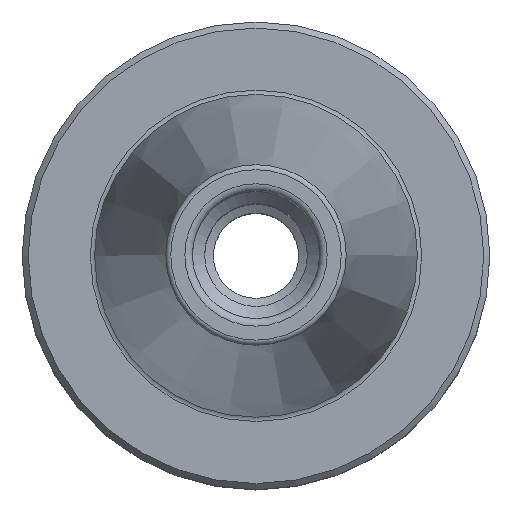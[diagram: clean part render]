
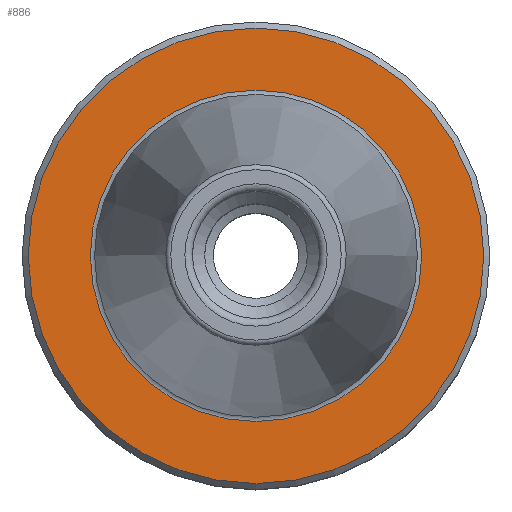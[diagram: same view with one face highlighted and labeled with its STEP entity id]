
A CAD part, top view. The second image highlights one B-rep face of the part: STEP entity #886.
In plain terms, the highlighted planar face has unit normal (0, 0, 1).
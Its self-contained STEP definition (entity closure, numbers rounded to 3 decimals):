
#89=ORIENTED_EDGE('',*,*,#174,.T.);
#90=ORIENTED_EDGE('',*,*,#178,.F.);
#174=EDGE_CURVE('',#224,#224,#274,.T.);
#178=EDGE_CURVE('',#228,#228,#278,.T.);
#224=VERTEX_POINT('',#1264);
#228=VERTEX_POINT('',#1276);
#274=CIRCLE('',#949,22.4);
#278=CIRCLE('',#957,16.294);
#339=EDGE_LOOP('',(#89));
#340=EDGE_LOOP('',(#90));
#439=FACE_BOUND('',#339,.T.);
#440=FACE_BOUND('',#340,.T.);
#516=PLANE('',#956);
#886=ADVANCED_FACE('',(#439,#440),#516,.T.);
#949=AXIS2_PLACEMENT_3D('',#1263,#1072,#1073);
#956=AXIS2_PLACEMENT_3D('',#1274,#1086,#1087);
#957=AXIS2_PLACEMENT_3D('',#1275,#1088,#1089);
#1072=DIRECTION('',(0.,0.,1.));
#1073=DIRECTION('',(1.,0.,0.));
#1086=DIRECTION('',(0.,0.,1.));
#1087=DIRECTION('',(1.,0.,0.));
#1088=DIRECTION('',(0.,0.,1.));
#1089=DIRECTION('',(1.,0.,0.));
#1263=CARTESIAN_POINT('',(0.,0.,-2.));
#1264=CARTESIAN_POINT('',(22.4,0.,-2.));
#1274=CARTESIAN_POINT('',(16.294,0.,-2.));
#1275=CARTESIAN_POINT('',(0.,0.,-2.));
#1276=CARTESIAN_POINT('',(16.294,0.,-2.));
